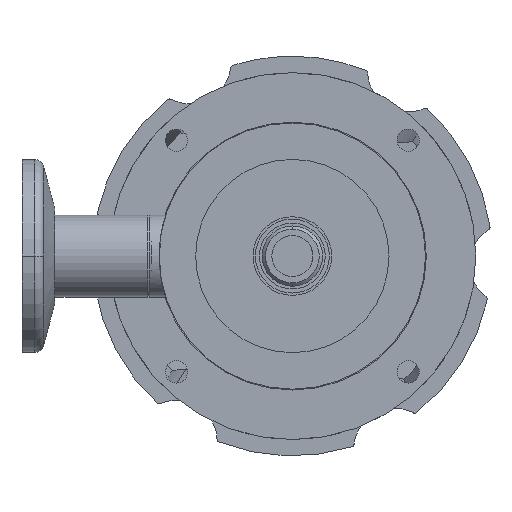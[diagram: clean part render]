
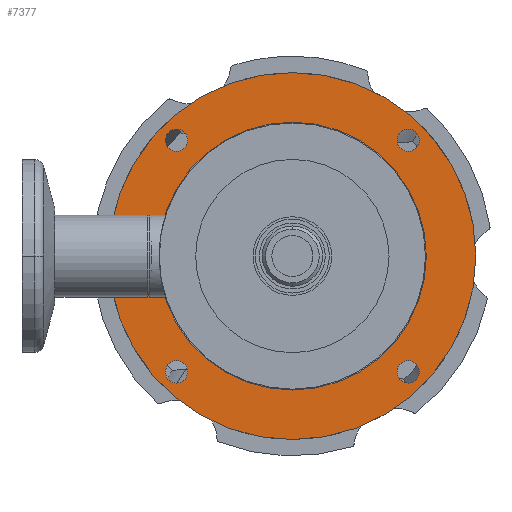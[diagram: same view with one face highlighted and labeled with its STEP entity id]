
A CAD part, left-side view. The second image highlights one B-rep face of the part: STEP entity #7377.
In plain terms, the highlighted planar face has unit normal (-1, 0, 0).
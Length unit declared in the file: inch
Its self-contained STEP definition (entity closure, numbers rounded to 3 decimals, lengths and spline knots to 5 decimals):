
#30 = DIRECTION ( 'NONE',  ( 1., 0., 0. ) ) ;
#132 = PLANE ( 'NONE',  #9281 ) ;
#251 = AXIS2_PLACEMENT_3D ( 'NONE', #6809, #7708, #7664 ) ;
#493 = CIRCLE ( 'NONE', #4903, 1.12 ) ;
#558 = EDGE_CURVE ( 'NONE', #7853, #1328, #4613, .T. ) ;
#948 = EDGE_CURVE ( 'NONE', #3306, #5582, #2557, .T. ) ;
#962 = CARTESIAN_POINT ( 'NONE',  ( 1.5, 0.70711, 0.70711 ) ) ;
#1002 = FACE_BOUND ( 'NONE', #6419, .T. ) ;
#1015 = DIRECTION ( 'NONE',  ( -1., 0., 0. ) ) ;
#1040 = DIRECTION ( 'NONE',  ( 0., -1., 0. ) ) ;
#1292 = CIRCLE ( 'NONE', #4060, 0.068 ) ;
#1328 = VERTEX_POINT ( 'NONE', #6702 ) ;
#1342 = EDGE_CURVE ( 'NONE', #8573, #4919, #11027, .T. ) ;
#1404 = ORIENTED_EDGE ( 'NONE', *, *, #9835, .T. ) ;
#1698 = EDGE_CURVE ( 'NONE', #4980, #3853, #11161, .T. ) ;
#1851 = DIRECTION ( 'NONE',  ( 0., 0., -1. ) ) ;
#1870 = AXIS2_PLACEMENT_3D ( 'NONE', #962, #7168, #1851 ) ;
#1986 = VERTEX_POINT ( 'NONE', #4417 ) ;
#2160 = AXIS2_PLACEMENT_3D ( 'NONE', #2938, #9163, #3831 ) ;
#2218 = AXIS2_PLACEMENT_3D ( 'NONE', #10036, #4684, #10908 ) ;
#2267 = ORIENTED_EDGE ( 'NONE', *, *, #9439, .T. ) ;
#2557 = CIRCLE ( 'NONE', #2709, 0.068 ) ;
#2667 = CARTESIAN_POINT ( 'NONE',  ( 1.5, 0.63911, -0.70711 ) ) ;
#2709 = AXIS2_PLACEMENT_3D ( 'NONE', #4642, #9197, #3790 ) ;
#2938 = CARTESIAN_POINT ( 'NONE',  ( 1.5, 0.70711, 0.70711 ) ) ;
#3003 = CARTESIAN_POINT ( 'NONE',  ( 1.5, 0., -0.8175 ) ) ;
#3091 = VERTEX_POINT ( 'NONE', #4339 ) ;
#3282 = DIRECTION ( 'NONE',  ( -1., 0., 0. ) ) ;
#3306 = VERTEX_POINT ( 'NONE', #6606 ) ;
#3369 = EDGE_LOOP ( 'NONE', ( #9449, #3448 ) ) ;
#3448 = ORIENTED_EDGE ( 'NONE', *, *, #558, .T. ) ;
#3551 = VERTEX_POINT ( 'NONE', #9894 ) ;
#3626 = FACE_BOUND ( 'NONE', #11373, .T. ) ;
#3671 = CARTESIAN_POINT ( 'NONE',  ( 1.5, 0.39598, -0.39598 ) ) ;
#3790 = DIRECTION ( 'NONE',  ( 0., 1., 0. ) ) ;
#3827 = CIRCLE ( 'NONE', #2160, 0.068 ) ;
#3831 = DIRECTION ( 'NONE',  ( 0., 0., -1. ) ) ;
#3853 = VERTEX_POINT ( 'NONE', #7150 ) ;
#4060 = AXIS2_PLACEMENT_3D ( 'NONE', #5357, #30, #6253 ) ;
#4091 = CIRCLE ( 'NONE', #9683, 0.068 ) ;
#4339 = CARTESIAN_POINT ( 'NONE',  ( 1.5, 0.70711, 0.63911 ) ) ;
#4417 = CARTESIAN_POINT ( 'NONE',  ( 1.5, 0., 1.12 ) ) ;
#4521 = AXIS2_PLACEMENT_3D ( 'NONE', #4888, #11109, #5790 ) ;
#4613 = CIRCLE ( 'NONE', #7577, 0.068 ) ;
#4642 = CARTESIAN_POINT ( 'NONE',  ( 1.5, 0.70711, -0.70711 ) ) ;
#4653 = CARTESIAN_POINT ( 'NONE',  ( 1.5, 0., 0.8175 ) ) ;
#4684 = DIRECTION ( 'NONE',  ( 1., 0., 0. ) ) ;
#4888 = CARTESIAN_POINT ( 'NONE',  ( 1.5, 0., 0. ) ) ;
#4903 = AXIS2_PLACEMENT_3D ( 'NONE', #8610, #3282, #9505 ) ;
#4919 = VERTEX_POINT ( 'NONE', #3003 ) ;
#4980 = VERTEX_POINT ( 'NONE', #6730 ) ;
#5218 = ORIENTED_EDGE ( 'NONE', *, *, #9965, .T. ) ;
#5298 = DIRECTION ( 'NONE',  ( 1., 0., 0. ) ) ;
#5357 = CARTESIAN_POINT ( 'NONE',  ( 1.5, 0.70711, -0.70711 ) ) ;
#5429 = FACE_BOUND ( 'NONE', #3369, .T. ) ;
#5534 = CARTESIAN_POINT ( 'NONE',  ( 1.5, 0., 0. ) ) ;
#5582 = VERTEX_POINT ( 'NONE', #2667 ) ;
#5610 = ORIENTED_EDGE ( 'NONE', *, *, #9563, .T. ) ;
#5790 = DIRECTION ( 'NONE',  ( 0., 0., 1. ) ) ;
#5938 = ORIENTED_EDGE ( 'NONE', *, *, #1342, .T. ) ;
#5985 = FACE_OUTER_BOUND ( 'NONE', #10084, .T. ) ;
#6171 = ORIENTED_EDGE ( 'NONE', *, *, #9897, .T. ) ;
#6193 = CIRCLE ( 'NONE', #1870, 0.068 ) ;
#6253 = DIRECTION ( 'NONE',  ( 0., 1., 0. ) ) ;
#6341 = CARTESIAN_POINT ( 'NONE',  ( 1.5, 0., 0. ) ) ;
#6360 = DIRECTION ( 'NONE',  ( -1., 0., 0. ) ) ;
#6419 = EDGE_LOOP ( 'NONE', ( #11240, #6171 ) ) ;
#6606 = CARTESIAN_POINT ( 'NONE',  ( 1.5, 0.77511, -0.70711 ) ) ;
#6702 = CARTESIAN_POINT ( 'NONE',  ( 1.5, -0.70711, 0.63911 ) ) ;
#6708 = EDGE_LOOP ( 'NONE', ( #8860, #7508 ) ) ;
#6730 = CARTESIAN_POINT ( 'NONE',  ( 1.5, -0.63911, -0.70711 ) ) ;
#6805 = EDGE_CURVE ( 'NONE', #5582, #3306, #1292, .T. ) ;
#6809 = CARTESIAN_POINT ( 'NONE',  ( 1.5, -0.70711, -0.70711 ) ) ;
#6920 = DIRECTION ( 'NONE',  ( 1., 0., 0. ) ) ;
#7150 = CARTESIAN_POINT ( 'NONE',  ( 1.5, -0.77511, -0.70711 ) ) ;
#7168 = DIRECTION ( 'NONE',  ( 1., 0., 0. ) ) ;
#7210 = DIRECTION ( 'NONE',  ( 0., 0., 1. ) ) ;
#7377 = ADVANCED_FACE ( 'NONE', ( #3626, #5985, #1002, #10173, #7797, #5429 ), #132, .T. ) ;
#7508 = ORIENTED_EDGE ( 'NONE', *, *, #6805, .T. ) ;
#7577 = AXIS2_PLACEMENT_3D ( 'NONE', #9293, #6920, #11434 ) ;
#7600 = CIRCLE ( 'NONE', #2218, 0.068 ) ;
#7664 = DIRECTION ( 'NONE',  ( 0., 1., 0. ) ) ;
#7670 = CARTESIAN_POINT ( 'NONE',  ( 1.5, -0.70711, 0.77511 ) ) ;
#7708 = DIRECTION ( 'NONE',  ( 1., 0., 0. ) ) ;
#7797 = FACE_BOUND ( 'NONE', #11297, .T. ) ;
#7853 = VERTEX_POINT ( 'NONE', #7670 ) ;
#8032 = ORIENTED_EDGE ( 'NONE', *, *, #11294, .T. ) ;
#8573 = VERTEX_POINT ( 'NONE', #4653 ) ;
#8596 = EDGE_CURVE ( 'NONE', #1328, #7853, #7600, .T. ) ;
#8610 = CARTESIAN_POINT ( 'NONE',  ( 1.5, 0., 0. ) ) ;
#8860 = ORIENTED_EDGE ( 'NONE', *, *, #948, .T. ) ;
#9037 = AXIS2_PLACEMENT_3D ( 'NONE', #5534, #10967, #10432 ) ;
#9163 = DIRECTION ( 'NONE',  ( 1., 0., 0. ) ) ;
#9197 = DIRECTION ( 'NONE',  ( 1., 0., 0. ) ) ;
#9281 = AXIS2_PLACEMENT_3D ( 'NONE', #3671, #6360, #1040 ) ;
#9293 = CARTESIAN_POINT ( 'NONE',  ( 1.5, -0.70711, 0.70711 ) ) ;
#9439 = EDGE_CURVE ( 'NONE', #1986, #3551, #10911, .T. ) ;
#9449 = ORIENTED_EDGE ( 'NONE', *, *, #8596, .T. ) ;
#9505 = DIRECTION ( 'NONE',  ( 0., 0., 1. ) ) ;
#9563 = EDGE_CURVE ( 'NONE', #10100, #3091, #3827, .T. ) ;
#9683 = AXIS2_PLACEMENT_3D ( 'NONE', #10644, #5298, #11530 ) ;
#9789 = CIRCLE ( 'NONE', #4521, 0.8175 ) ;
#9835 = EDGE_CURVE ( 'NONE', #3551, #1986, #493, .T. ) ;
#9894 = CARTESIAN_POINT ( 'NONE',  ( 1.5, 0., -1.12 ) ) ;
#9897 = EDGE_CURVE ( 'NONE', #3853, #4980, #4091, .T. ) ;
#9965 = EDGE_CURVE ( 'NONE', #3091, #10100, #6193, .T. ) ;
#10036 = CARTESIAN_POINT ( 'NONE',  ( 1.5, -0.70711, 0.70711 ) ) ;
#10084 = EDGE_LOOP ( 'NONE', ( #2267, #1404 ) ) ;
#10100 = VERTEX_POINT ( 'NONE', #10811 ) ;
#10173 = FACE_BOUND ( 'NONE', #6708, .T. ) ;
#10432 = DIRECTION ( 'NONE',  ( 0., 0., 1. ) ) ;
#10644 = CARTESIAN_POINT ( 'NONE',  ( 1.5, -0.70711, -0.70711 ) ) ;
#10811 = CARTESIAN_POINT ( 'NONE',  ( 1.5, 0.70711, 0.77511 ) ) ;
#10908 = DIRECTION ( 'NONE',  ( 0., 0., -1. ) ) ;
#10911 = CIRCLE ( 'NONE', #11302, 1.12 ) ;
#10967 = DIRECTION ( 'NONE',  ( 1., 0., 0. ) ) ;
#11027 = CIRCLE ( 'NONE', #9037, 0.8175 ) ;
#11109 = DIRECTION ( 'NONE',  ( 1., 0., 0. ) ) ;
#11161 = CIRCLE ( 'NONE', #251, 0.068 ) ;
#11240 = ORIENTED_EDGE ( 'NONE', *, *, #1698, .T. ) ;
#11294 = EDGE_CURVE ( 'NONE', #4919, #8573, #9789, .T. ) ;
#11297 = EDGE_LOOP ( 'NONE', ( #5218, #5610 ) ) ;
#11302 = AXIS2_PLACEMENT_3D ( 'NONE', #6341, #1015, #7210 ) ;
#11373 = EDGE_LOOP ( 'NONE', ( #5938, #8032 ) ) ;
#11434 = DIRECTION ( 'NONE',  ( 0., 0., -1. ) ) ;
#11530 = DIRECTION ( 'NONE',  ( 0., 1., 0. ) ) ;
